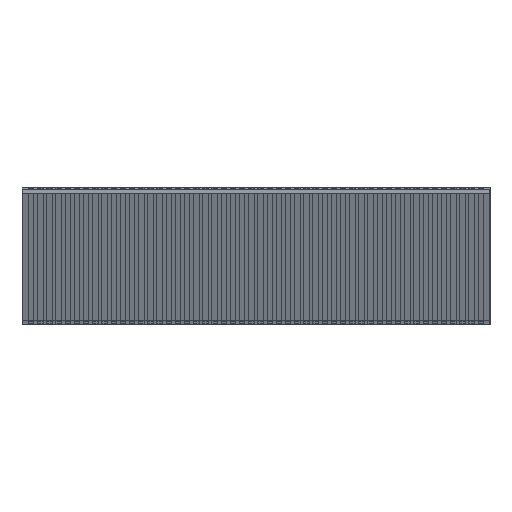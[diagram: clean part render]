
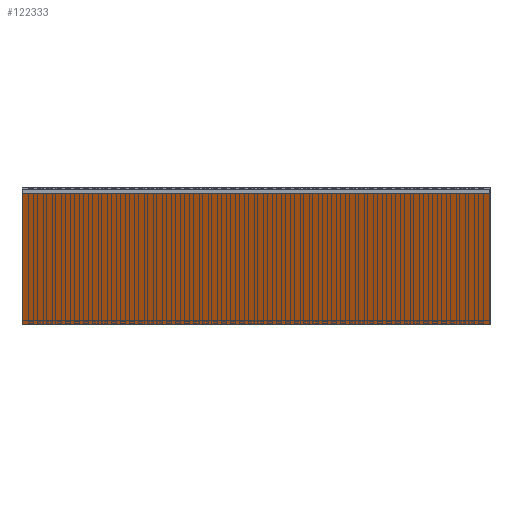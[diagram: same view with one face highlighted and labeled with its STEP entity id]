
A CAD part, left-side view. The second image highlights one B-rep face of the part: STEP entity #122333.
In plain terms, the highlighted planar face has unit normal (-0.911, 0, -0.412).
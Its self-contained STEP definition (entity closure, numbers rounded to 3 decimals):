
#1229=ORIENTED_EDGE('',*,*,#28259,.T.);
#1230=ORIENTED_EDGE('',*,*,#28247,.F.);
#1231=ORIENTED_EDGE('',*,*,#28260,.F.);
#1232=ORIENTED_EDGE('',*,*,#28256,.T.);
#28247=EDGE_CURVE('',#41686,#41685,#50841,.T.);
#28256=EDGE_CURVE('',#41693,#41692,#50849,.T.);
#28259=EDGE_CURVE('',#41692,#41685,#50851,.T.);
#28260=EDGE_CURVE('',#41693,#41686,#50852,.T.);
#41685=VERTEX_POINT('',#155313);
#41686=VERTEX_POINT('',#155315);
#41692=VERTEX_POINT('',#155338);
#41693=VERTEX_POINT('',#155340);
#50841=LINE('',#155316,#64399);
#50849=LINE('',#155339,#64407);
#50851=LINE('',#155348,#64409);
#50852=LINE('',#155349,#64410);
#64399=VECTOR('',#132235,1000.);
#64407=VECTOR('',#132253,1000.);
#64409=VECTOR('',#132257,1000.);
#64410=VECTOR('',#132258,1000.);
#77290=EDGE_LOOP('',(#1229,#1230,#1231,#1232));
#81794=FACE_BOUND('',#77290,.T.);
#86298=PLANE('',#126842);
#122333=ADVANCED_FACE('',(#81794),#86298,.F.);
#126842=AXIS2_PLACEMENT_3D('',#155347,#132255,#132256);
#132235=DIRECTION('',(0.,-1.,0.));
#132253=DIRECTION('',(0.,-1.,0.));
#132255=DIRECTION('',(0.911,0.,0.412));
#132256=DIRECTION('',(0.412,0.,-0.911));
#132257=DIRECTION('',(-0.412,0.,0.911));
#132258=DIRECTION('',(-0.412,0.,0.911));
#155313=CARTESIAN_POINT('',(35.04,0.,-0.167));
#155315=CARTESIAN_POINT('',(35.04,25.5,-0.167));
#155316=CARTESIAN_POINT('',(35.04,25.5,-0.167));
#155338=CARTESIAN_POINT('',(38.337,0.,-7.457));
#155339=CARTESIAN_POINT('',(38.337,25.5,-7.457));
#155340=CARTESIAN_POINT('',(38.337,25.5,-7.457));
#155347=CARTESIAN_POINT('',(35.04,25.5,-0.167));
#155348=CARTESIAN_POINT('',(35.04,0.,-0.167));
#155349=CARTESIAN_POINT('',(35.04,25.5,-0.167));
